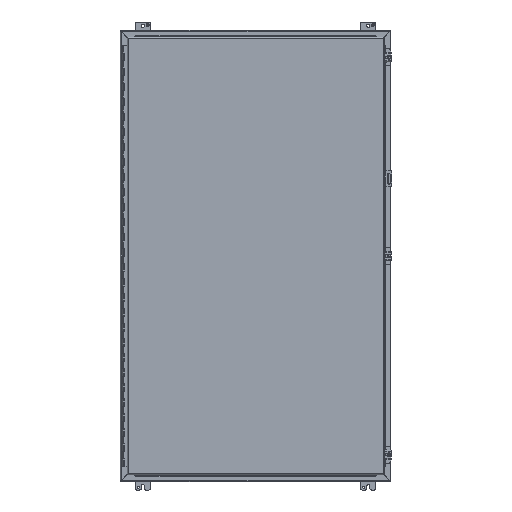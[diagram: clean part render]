
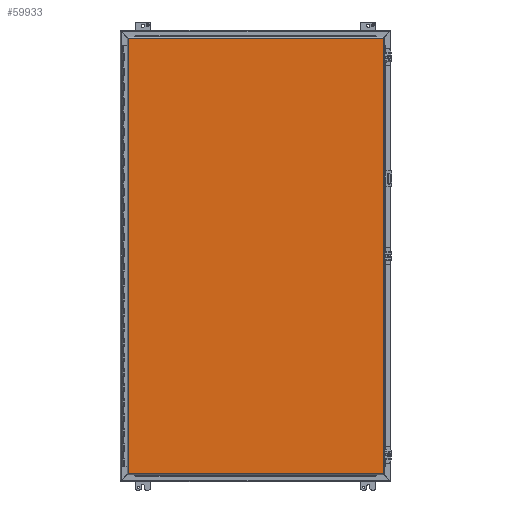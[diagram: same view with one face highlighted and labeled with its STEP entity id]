
A CAD part, front view. The second image highlights one B-rep face of the part: STEP entity #59933.
In plain terms, the highlighted planar face has unit normal (0, -1, 0).
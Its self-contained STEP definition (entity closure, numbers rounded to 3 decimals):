
#282 = ORIENTED_EDGE ( 'NONE', *, *, #42221, .F. ) ;
#800 = DIRECTION ( 'NONE',  ( 0., 0., -1. ) ) ;
#1449 = CARTESIAN_POINT ( 'NONE',  ( 17.017, -9.185, -28.994 ) ) ;
#3144 = EDGE_CURVE ( 'NONE', #35114, #25396, #33055, .T. ) ;
#4728 = VECTOR ( 'NONE', #29359, 39.37 ) ;
#5501 = ORIENTED_EDGE ( 'NONE', *, *, #3144, .F. ) ;
#6586 = VERTEX_POINT ( 'NONE', #38920 ) ;
#7580 = CARTESIAN_POINT ( 'NONE',  ( -16.955, -9.185, -28.994 ) ) ;
#7737 = PLANE ( 'NONE',  #26758 ) ;
#8857 = ORIENTED_EDGE ( 'NONE', *, *, #59666, .F. ) ;
#9398 = EDGE_LOOP ( 'NONE', ( #38868, #282, #8857, #5501 ) ) ;
#9791 = CARTESIAN_POINT ( 'NONE',  ( 17.017, -9.185, 28.994 ) ) ;
#10180 = LINE ( 'NONE', #29063, #4728 ) ;
#12230 = LINE ( 'NONE', #7580, #25787 ) ;
#15187 = DIRECTION ( 'NONE',  ( 0., 0., 1. ) ) ;
#15643 = LINE ( 'NONE', #9791, #20743 ) ;
#20743 = VECTOR ( 'NONE', #800, 39.37 ) ;
#21523 = EDGE_CURVE ( 'NONE', #36452, #35114, #15643, .T. ) ;
#22583 = DIRECTION ( 'NONE',  ( 0., 0., -1. ) ) ;
#23984 = CARTESIAN_POINT ( 'NONE',  ( 17.017, -9.185, 28.994 ) ) ;
#25396 = VERTEX_POINT ( 'NONE', #44445 ) ;
#25787 = VECTOR ( 'NONE', #15187, 39.37 ) ;
#26758 = AXIS2_PLACEMENT_3D ( 'NONE', #50742, #37091, #22583 ) ;
#29063 = CARTESIAN_POINT ( 'NONE',  ( -16.955, -9.185, 28.994 ) ) ;
#29359 = DIRECTION ( 'NONE',  ( 1., 0., 0. ) ) ;
#33055 = LINE ( 'NONE', #60931, #35527 ) ;
#35114 = VERTEX_POINT ( 'NONE', #1449 ) ;
#35527 = VECTOR ( 'NONE', #51031, 39.37 ) ;
#36452 = VERTEX_POINT ( 'NONE', #23984 ) ;
#37091 = DIRECTION ( 'NONE',  ( 0., -1., 0. ) ) ;
#38868 = ORIENTED_EDGE ( 'NONE', *, *, #21523, .F. ) ;
#38920 = CARTESIAN_POINT ( 'NONE',  ( -16.955, -9.185, 28.994 ) ) ;
#42221 = EDGE_CURVE ( 'NONE', #6586, #36452, #10180, .T. ) ;
#44445 = CARTESIAN_POINT ( 'NONE',  ( -16.955, -9.185, -28.995 ) ) ;
#45778 = FACE_OUTER_BOUND ( 'NONE', #9398, .T. ) ;
#50742 = CARTESIAN_POINT ( 'NONE',  ( -16.955, -9.185, -28.994 ) ) ;
#51031 = DIRECTION ( 'NONE',  ( -1., 0., 0. ) ) ;
#59666 = EDGE_CURVE ( 'NONE', #25396, #6586, #12230, .T. ) ;
#59933 = ADVANCED_FACE ( 'NONE', ( #45778 ), #7737, .T. ) ;
#60931 = CARTESIAN_POINT ( 'NONE',  ( 17.017, -9.185, -28.994 ) ) ;
